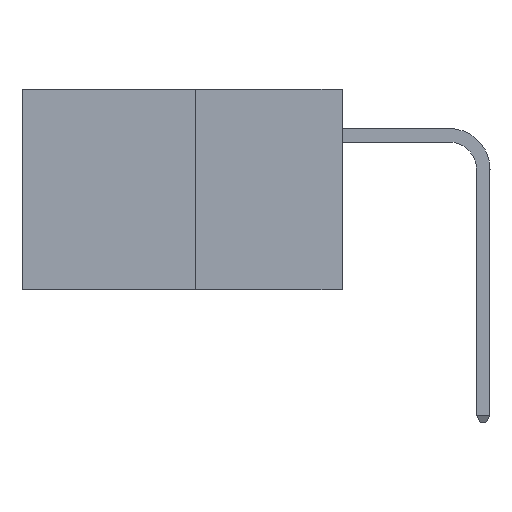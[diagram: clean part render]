
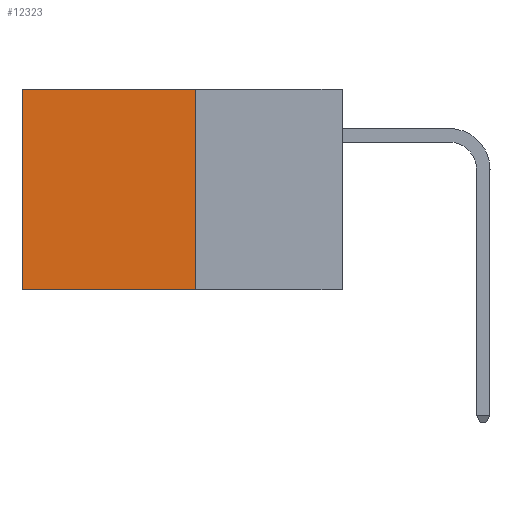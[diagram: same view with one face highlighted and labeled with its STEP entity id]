
A CAD part, left-side view. The second image highlights one B-rep face of the part: STEP entity #12323.
In plain terms, the highlighted planar face has unit normal (-1, 0, 0).
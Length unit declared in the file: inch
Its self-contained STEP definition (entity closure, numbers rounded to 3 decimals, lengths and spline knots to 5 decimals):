
#547 = VERTEX_POINT ( 'NONE', #10493 ) ;
#899 = ORIENTED_EDGE ( 'NONE', *, *, #10509, .F. ) ;
#1565 = FACE_OUTER_BOUND ( 'NONE', #2226, .T. ) ;
#2150 = DIRECTION ( 'NONE',  ( 0., 0., -1. ) ) ;
#2175 = DIRECTION ( 'NONE',  ( 1., 0., 0. ) ) ;
#2187 = CARTESIAN_POINT ( 'NONE',  ( 0.277, 0.27, -0.37 ) ) ;
#2206 = VERTEX_POINT ( 'NONE', #2702 ) ;
#2226 = EDGE_LOOP ( 'NONE', ( #6624, #899, #4025, #4360 ) ) ;
#2443 = PLANE ( 'NONE',  #7212 ) ;
#2496 = VECTOR ( 'NONE', #8531, 39.37008 ) ;
#2702 = CARTESIAN_POINT ( 'NONE',  ( 0.277, 0.59, -0.37 ) ) ;
#2889 = LINE ( 'NONE', #8485, #2496 ) ;
#3278 = VECTOR ( 'NONE', #3408, 39.37008 ) ;
#3385 = CARTESIAN_POINT ( 'NONE',  ( 0.277, 0.27, -0.37 ) ) ;
#3408 = DIRECTION ( 'NONE',  ( 0., 1., 0. ) ) ;
#4025 = ORIENTED_EDGE ( 'NONE', *, *, #6188, .F. ) ;
#4360 = ORIENTED_EDGE ( 'NONE', *, *, #9252, .T. ) ;
#5610 = CARTESIAN_POINT ( 'NONE',  ( 0.277, 0.27, 0. ) ) ;
#5857 = LINE ( 'NONE', #12809, #11490 ) ;
#6188 = EDGE_CURVE ( 'NONE', #8528, #11689, #11271, .T. ) ;
#6624 = ORIENTED_EDGE ( 'NONE', *, *, #11629, .T. ) ;
#7212 = AXIS2_PLACEMENT_3D ( 'NONE', #2187, #2175, #2150 ) ;
#7795 = CARTESIAN_POINT ( 'NONE',  ( 0.277, 0.27, -0.37 ) ) ;
#8485 = CARTESIAN_POINT ( 'NONE',  ( 0.277, 0.59, -0.37 ) ) ;
#8528 = VERTEX_POINT ( 'NONE', #5610 ) ;
#8531 = DIRECTION ( 'NONE',  ( 0., 0., -1. ) ) ;
#9069 = LINE ( 'NONE', #3385, #3278 ) ;
#9252 = EDGE_CURVE ( 'NONE', #8528, #547, #5857, .T. ) ;
#10493 = CARTESIAN_POINT ( 'NONE',  ( 0.277, 0.59, 0. ) ) ;
#10509 = EDGE_CURVE ( 'NONE', #11689, #2206, #9069, .T. ) ;
#10782 = CARTESIAN_POINT ( 'NONE',  ( 0.277, 0.27, -0.37 ) ) ;
#11004 = DIRECTION ( 'NONE',  ( 0., 0., -1. ) ) ;
#11271 = LINE ( 'NONE', #10782, #13896 ) ;
#11490 = VECTOR ( 'NONE', #12686, 39.37008 ) ;
#11629 = EDGE_CURVE ( 'NONE', #547, #2206, #2889, .T. ) ;
#11689 = VERTEX_POINT ( 'NONE', #7795 ) ;
#12323 = ADVANCED_FACE ( 'NONE', ( #1565 ), #2443, .F. ) ;
#12686 = DIRECTION ( 'NONE',  ( 0., 1., 0. ) ) ;
#12809 = CARTESIAN_POINT ( 'NONE',  ( 0.277, 0.27, 0. ) ) ;
#13896 = VECTOR ( 'NONE', #11004, 39.37008 ) ;
